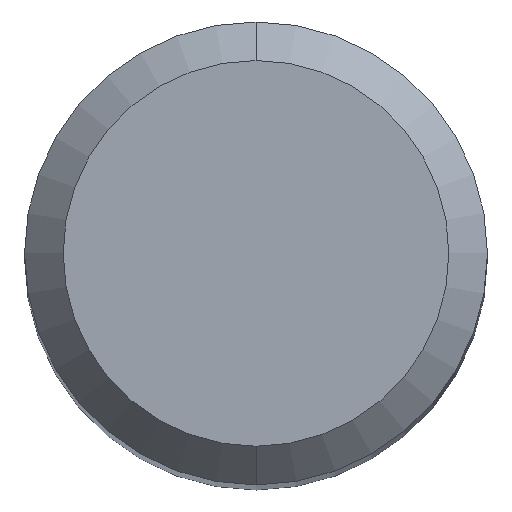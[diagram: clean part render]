
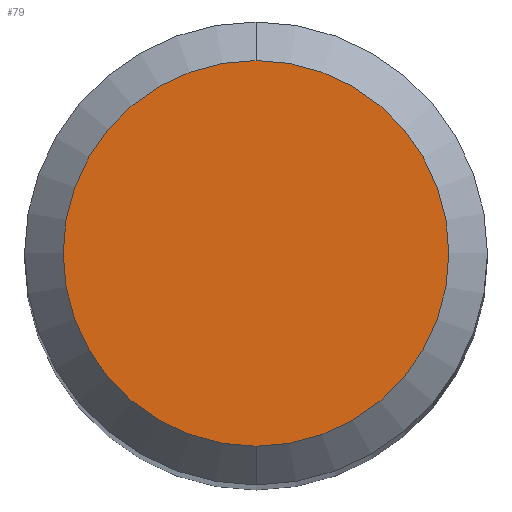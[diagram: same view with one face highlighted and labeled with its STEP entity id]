
A CAD part, top view. The second image highlights one B-rep face of the part: STEP entity #79.
In plain terms, the highlighted planar face has unit normal (0, 0, 1).
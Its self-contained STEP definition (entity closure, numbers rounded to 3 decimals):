
#57=PLANE('',#472);
#79=ADVANCED_FACE('',(#107),#57,.F.);
#107=FACE_OUTER_BOUND('',#129,.T.);
#129=EDGE_LOOP('',(#208,#209));
#208=ORIENTED_EDGE('',*,*,#268,.F.);
#209=ORIENTED_EDGE('',*,*,#271,.F.);
#230=VERTEX_POINT('',#730);
#231=VERTEX_POINT('',#731);
#268=EDGE_CURVE('',#230,#231,#297,.T.);
#271=EDGE_CURVE('',#231,#230,#298,.T.);
#297=CIRCLE('',#468,2.5);
#298=CIRCLE('',#470,2.5);
#468=AXIS2_PLACEMENT_3D('',#729,#595,#596);
#470=AXIS2_PLACEMENT_3D('',#735,#601,#602);
#472=AXIS2_PLACEMENT_3D('',#737,#605,#606);
#595=DIRECTION('',(0.,0.,-1.));
#596=DIRECTION('',(0.,1.,0.));
#601=DIRECTION('',(0.,0.,-1.));
#602=DIRECTION('',(0.,-1.,0.));
#605=DIRECTION('',(0.,0.,-1.));
#606=DIRECTION('',(0.,1.,0.));
#729=CARTESIAN_POINT('',(0.,0.,100.));
#730=CARTESIAN_POINT('',(0.,2.5,100.));
#731=CARTESIAN_POINT('',(0.,-2.5,100.));
#735=CARTESIAN_POINT('',(0.,0.,100.));
#737=CARTESIAN_POINT('',(0.,0.,100.));
